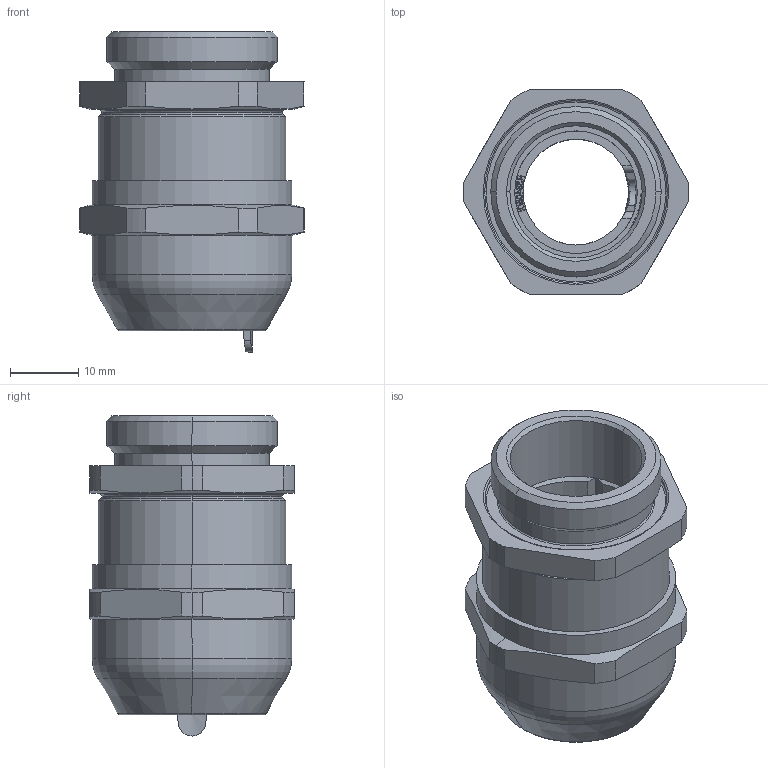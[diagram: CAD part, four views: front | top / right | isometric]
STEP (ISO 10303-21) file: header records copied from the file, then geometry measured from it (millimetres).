
FILE_DESCRIPTION (( 'STEP AP203' ), '1' );
FILE_NAME ('25DTSME1TA5.STEP', '2020-07-28T09:33:49', ( '' ), ( '' ), 'SwSTEP 2.0', 'SolidWorks 2017', '' );
FILE_SCHEMA (( 'CONFIG_CONTROL_DESIGN' ));
Length unit declared in the file: millimetre
Products named in the file (1): 25DTSME1TA5
Bounding box: 33 x 30 x 46.96 mm (x, y, z)
Surface area: 8956.7 mm2 (no closed solid volume)
Topology: 0 solids, 25 shells, 230 faces, 892 edges, 682 vertices
Faces by surface type: plane 78, cylinder 62, cone 32, torus 30, bspline 28
Entity records: 13297 total; most frequent: CARTESIAN_POINT 6528, ORIENTED_EDGE 1276, DIRECTION 1197, EDGE_CURVE 892, VERTEX_POINT 682, AXIS2_PLACEMENT_3D 429, VECTOR 339, LINE 339
